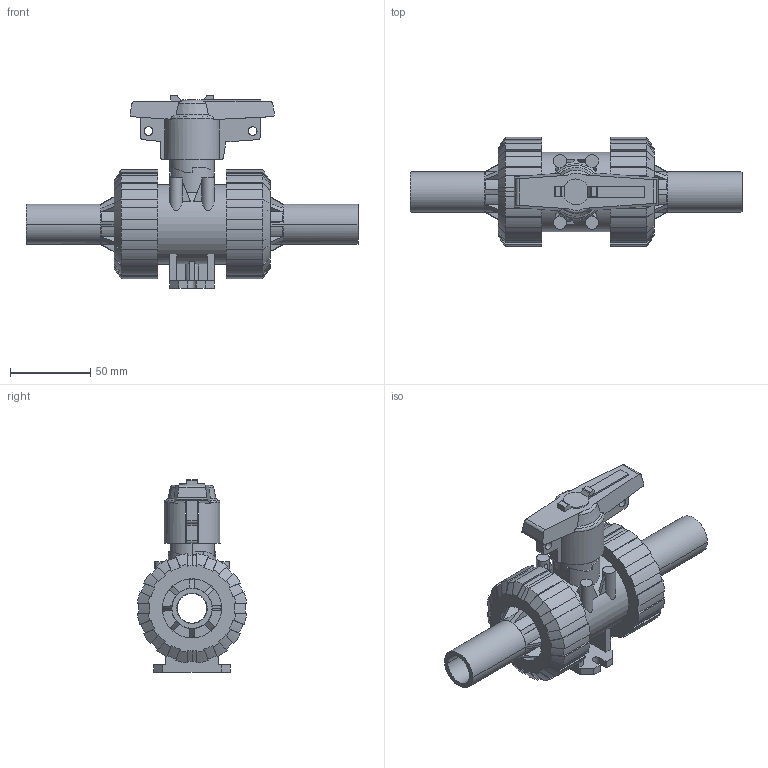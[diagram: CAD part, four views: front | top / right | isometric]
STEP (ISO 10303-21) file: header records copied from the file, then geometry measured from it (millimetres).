
FILE_DESCRIPTION(('STEP AP214'),'1');
FILE_NAME('cctmp_795825E6-2DE4-4F4F-B7FD-E10A9AFAC391_2021_10_20_13_11_19_0565..stp','2021-10-20T11:11:20',('Praher Valves GmbH'),('CADClick - www.CADClick.com'),'Spatial InterOp 3D',' ','unknown authorization');
FILE_SCHEMA(('AUTOMOTIVE_DESIGN'));
Length unit declared in the file: millimetre
Products named in the file (7): cc_unnamed; 210458_5; 210458_4; 210458_3; 210458_2; 210458_1; 210458
Assembly tree (6 placements, depth 2):
  cc_unnamed
    210458_5
    210458_4
    210458_3
    210458_2
    210458_1
    210458
Bounding box: 207.5 x 68.24 x 120.43 mm (x, y, z)
Volume: 329443.1 mm3; surface area: 98839.6 mm2
Topology: 6 solids, 6 shells, 518 faces, 1486 edges, 986 vertices
Faces by surface type: plane 252, cylinder 122, cone 80, bspline 56, torus 8
Entity records: 23487 total; most frequent: CARTESIAN_POINT 6182, ORIENTED_EDGE 2972, DIRECTION 2468, EDGE_CURVE 1486, VERTEX_POINT 986, AXIS2_PLACEMENT_3D 869, LINE 730, VECTOR 730
